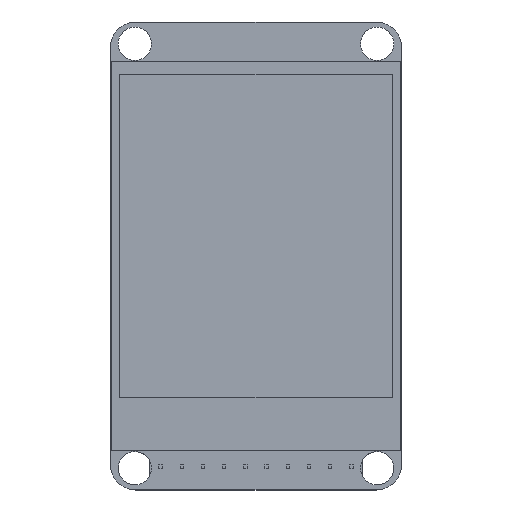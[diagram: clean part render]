
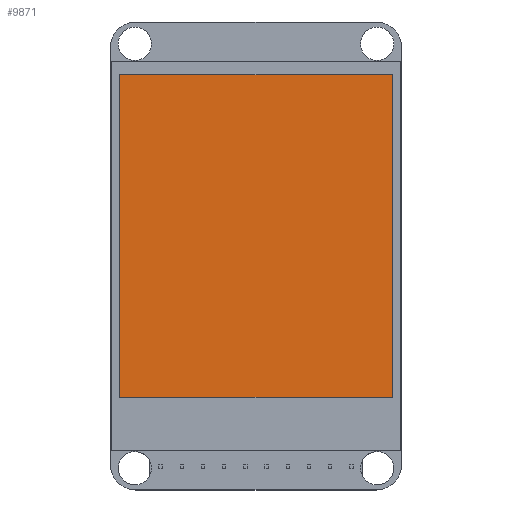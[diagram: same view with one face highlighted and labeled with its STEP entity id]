
A CAD part, top view. The second image highlights one B-rep face of the part: STEP entity #9871.
In plain terms, the highlighted planar face has unit normal (0, 0, 1).
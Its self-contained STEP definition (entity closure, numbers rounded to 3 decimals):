
#7497 = PLANE('',#7498);
#7498 = AXIS2_PLACEMENT_3D('',#7499,#7500,#7501);
#7499 = CARTESIAN_POINT('',(16.3,21.7,6.9));
#7500 = DIRECTION('',(1.,0.,0.));
#7501 = DIRECTION('',(0.,-1.,0.));
#7525 = PLANE('',#7526);
#7526 = AXIS2_PLACEMENT_3D('',#7527,#7528,#7529);
#7527 = CARTESIAN_POINT('',(16.3,-16.9,6.9));
#7528 = DIRECTION('',(0.,-1.,0.));
#7529 = DIRECTION('',(-1.,0.,0.));
#7553 = PLANE('',#7554);
#7554 = AXIS2_PLACEMENT_3D('',#7555,#7556,#7557);
#7555 = CARTESIAN_POINT('',(-16.3,-16.9,6.9));
#7556 = DIRECTION('',(-1.,0.,0.));
#7557 = DIRECTION('',(0.,1.,0.));
#7579 = PLANE('',#7580);
#7580 = AXIS2_PLACEMENT_3D('',#7581,#7582,#7583);
#7581 = CARTESIAN_POINT('',(-16.3,21.7,6.9));
#7582 = DIRECTION('',(0.,1.,0.));
#7583 = DIRECTION('',(1.,0.,0.));
#9605 = VERTEX_POINT('',#9606);
#9606 = CARTESIAN_POINT('',(16.3,21.7,7.));
#9627 = EDGE_CURVE('',#9605,#9628,#9630,.T.);
#9628 = VERTEX_POINT('',#9629);
#9629 = CARTESIAN_POINT('',(16.3,-16.9,7.));
#9630 = SURFACE_CURVE('',#9631,(#9635,#9642),.PCURVE_S1.);
#9631 = LINE('',#9632,#9633);
#9632 = CARTESIAN_POINT('',(16.3,21.7,7.));
#9633 = VECTOR('',#9634,1.);
#9634 = DIRECTION('',(0.,-1.,0.));
#9635 = PCURVE('',#7497,#9636);
#9636 = DEFINITIONAL_REPRESENTATION('',(#9637),#9641);
#9637 = LINE('',#9638,#9639);
#9638 = CARTESIAN_POINT('',(0.,-0.1));
#9639 = VECTOR('',#9640,1.);
#9640 = DIRECTION('',(1.,0.));
#9641 = ( GEOMETRIC_REPRESENTATION_CONTEXT(2) 
PARAMETRIC_REPRESENTATION_CONTEXT() REPRESENTATION_CONTEXT('2D SPACE',''
  ) );
#9642 = PCURVE('',#9643,#9648);
#9643 = PLANE('',#9644);
#9644 = AXIS2_PLACEMENT_3D('',#9645,#9646,#9647);
#9645 = CARTESIAN_POINT('',(-16.3,-16.9,7.));
#9646 = DIRECTION('',(0.,0.,1.));
#9647 = DIRECTION('',(0.,1.,0.));
#9648 = DEFINITIONAL_REPRESENTATION('',(#9649),#9653);
#9649 = LINE('',#9650,#9651);
#9650 = CARTESIAN_POINT('',(38.6,-32.6));
#9651 = VECTOR('',#9652,1.);
#9652 = DIRECTION('',(-1.,0.));
#9653 = ( GEOMETRIC_REPRESENTATION_CONTEXT(2) 
PARAMETRIC_REPRESENTATION_CONTEXT() REPRESENTATION_CONTEXT('2D SPACE',''
  ) );
#9681 = VERTEX_POINT('',#9682);
#9682 = CARTESIAN_POINT('',(-16.3,21.7,7.));
#9703 = EDGE_CURVE('',#9681,#9605,#9704,.T.);
#9704 = SURFACE_CURVE('',#9705,(#9709,#9716),.PCURVE_S1.);
#9705 = LINE('',#9706,#9707);
#9706 = CARTESIAN_POINT('',(-16.3,21.7,7.));
#9707 = VECTOR('',#9708,1.);
#9708 = DIRECTION('',(1.,0.,0.));
#9709 = PCURVE('',#7579,#9710);
#9710 = DEFINITIONAL_REPRESENTATION('',(#9711),#9715);
#9711 = LINE('',#9712,#9713);
#9712 = CARTESIAN_POINT('',(0.,-0.1));
#9713 = VECTOR('',#9714,1.);
#9714 = DIRECTION('',(1.,0.));
#9715 = ( GEOMETRIC_REPRESENTATION_CONTEXT(2) 
PARAMETRIC_REPRESENTATION_CONTEXT() REPRESENTATION_CONTEXT('2D SPACE',''
  ) );
#9716 = PCURVE('',#9643,#9717);
#9717 = DEFINITIONAL_REPRESENTATION('',(#9718),#9722);
#9718 = LINE('',#9719,#9720);
#9719 = CARTESIAN_POINT('',(38.6,0.));
#9720 = VECTOR('',#9721,1.);
#9721 = DIRECTION('',(0.,-1.));
#9722 = ( GEOMETRIC_REPRESENTATION_CONTEXT(2) 
PARAMETRIC_REPRESENTATION_CONTEXT() REPRESENTATION_CONTEXT('2D SPACE',''
  ) );
#9730 = VERTEX_POINT('',#9731);
#9731 = CARTESIAN_POINT('',(-16.3,-16.9,7.));
#9752 = EDGE_CURVE('',#9730,#9681,#9753,.T.);
#9753 = SURFACE_CURVE('',#9754,(#9758,#9765),.PCURVE_S1.);
#9754 = LINE('',#9755,#9756);
#9755 = CARTESIAN_POINT('',(-16.3,-16.9,7.));
#9756 = VECTOR('',#9757,1.);
#9757 = DIRECTION('',(0.,1.,0.));
#9758 = PCURVE('',#7553,#9759);
#9759 = DEFINITIONAL_REPRESENTATION('',(#9760),#9764);
#9760 = LINE('',#9761,#9762);
#9761 = CARTESIAN_POINT('',(0.,-0.1));
#9762 = VECTOR('',#9763,1.);
#9763 = DIRECTION('',(1.,0.));
#9764 = ( GEOMETRIC_REPRESENTATION_CONTEXT(2) 
PARAMETRIC_REPRESENTATION_CONTEXT() REPRESENTATION_CONTEXT('2D SPACE',''
  ) );
#9765 = PCURVE('',#9643,#9766);
#9766 = DEFINITIONAL_REPRESENTATION('',(#9767),#9771);
#9767 = LINE('',#9768,#9769);
#9768 = CARTESIAN_POINT('',(0.,0.));
#9769 = VECTOR('',#9770,1.);
#9770 = DIRECTION('',(1.,0.));
#9771 = ( GEOMETRIC_REPRESENTATION_CONTEXT(2) 
PARAMETRIC_REPRESENTATION_CONTEXT() REPRESENTATION_CONTEXT('2D SPACE',''
  ) );
#9779 = EDGE_CURVE('',#9628,#9730,#9780,.T.);
#9780 = SURFACE_CURVE('',#9781,(#9785,#9792),.PCURVE_S1.);
#9781 = LINE('',#9782,#9783);
#9782 = CARTESIAN_POINT('',(16.3,-16.9,7.));
#9783 = VECTOR('',#9784,1.);
#9784 = DIRECTION('',(-1.,0.,0.));
#9785 = PCURVE('',#7525,#9786);
#9786 = DEFINITIONAL_REPRESENTATION('',(#9787),#9791);
#9787 = LINE('',#9788,#9789);
#9788 = CARTESIAN_POINT('',(0.,-0.1));
#9789 = VECTOR('',#9790,1.);
#9790 = DIRECTION('',(1.,0.));
#9791 = ( GEOMETRIC_REPRESENTATION_CONTEXT(2) 
PARAMETRIC_REPRESENTATION_CONTEXT() REPRESENTATION_CONTEXT('2D SPACE',''
  ) );
#9792 = PCURVE('',#9643,#9793);
#9793 = DEFINITIONAL_REPRESENTATION('',(#9794),#9798);
#9794 = LINE('',#9795,#9796);
#9795 = CARTESIAN_POINT('',(0.,-32.6));
#9796 = VECTOR('',#9797,1.);
#9797 = DIRECTION('',(0.,1.));
#9798 = ( GEOMETRIC_REPRESENTATION_CONTEXT(2) 
PARAMETRIC_REPRESENTATION_CONTEXT() REPRESENTATION_CONTEXT('2D SPACE',''
  ) );
#9871 = ADVANCED_FACE('',(#9872),#9643,.T.);
#9872 = FACE_BOUND('',#9873,.F.);
#9873 = EDGE_LOOP('',(#9874,#9875,#9876,#9877));
#9874 = ORIENTED_EDGE('',*,*,#9752,.T.);
#9875 = ORIENTED_EDGE('',*,*,#9703,.T.);
#9876 = ORIENTED_EDGE('',*,*,#9627,.T.);
#9877 = ORIENTED_EDGE('',*,*,#9779,.T.);
